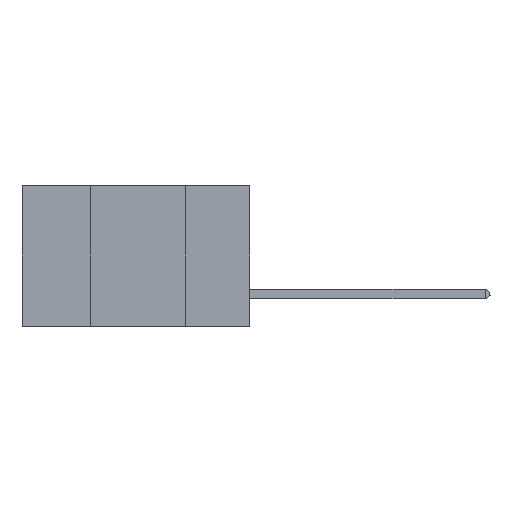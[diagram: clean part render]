
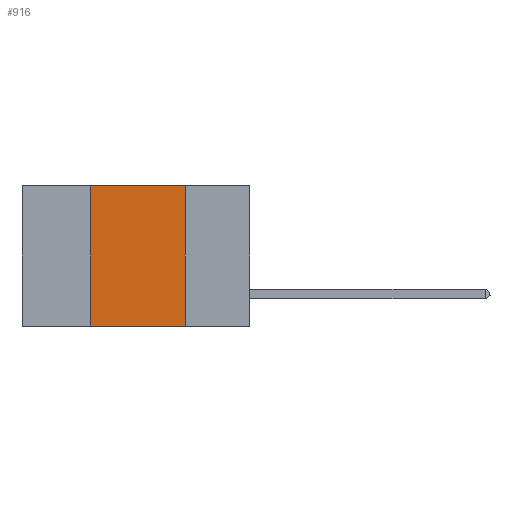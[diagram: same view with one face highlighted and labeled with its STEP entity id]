
A CAD part, left-side view. The second image highlights one B-rep face of the part: STEP entity #916.
In plain terms, the highlighted planar face has unit normal (-1, 0, 0).
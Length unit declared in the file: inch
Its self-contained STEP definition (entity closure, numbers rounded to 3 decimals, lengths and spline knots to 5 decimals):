
#852 = DIRECTION ( 'NONE',  ( 0., -1., 0. ) ) ;
#869 = CARTESIAN_POINT ( 'NONE',  ( 0., 0.6, 0. ) ) ;
#916 = ADVANCED_FACE ( 'NONE', ( #11027 ), #20180, .F. ) ;
#1470 = VERTEX_POINT ( 'NONE', #22372 ) ;
#3106 = CARTESIAN_POINT ( 'NONE',  ( 0., 0.17, 0. ) ) ;
#3482 = LINE ( 'NONE', #3106, #7657 ) ;
#4176 = VERTEX_POINT ( 'NONE', #21712 ) ;
#4364 = DIRECTION ( 'NONE',  ( 0., 0., -1. ) ) ;
#5412 = ORIENTED_EDGE ( 'NONE', *, *, #7762, .F. ) ;
#5646 = DIRECTION ( 'NONE',  ( 0., -1., 0. ) ) ;
#7424 = CARTESIAN_POINT ( 'NONE',  ( 0., 0.42, -0.37 ) ) ;
#7657 = VECTOR ( 'NONE', #13935, 39.37008 ) ;
#7762 = EDGE_CURVE ( 'NONE', #4176, #17130, #3482, .T. ) ;
#7979 = DIRECTION ( 'NONE',  ( 1., 0., 0. ) ) ;
#8900 = ORIENTED_EDGE ( 'NONE', *, *, #11347, .F. ) ;
#9753 = VECTOR ( 'NONE', #17360, 39.37008 ) ;
#11027 = FACE_OUTER_BOUND ( 'NONE', #15995, .T. ) ;
#11132 = EDGE_CURVE ( 'NONE', #1470, #4176, #11153, .T. ) ;
#11153 = LINE ( 'NONE', #22206, #21234 ) ;
#11347 = EDGE_CURVE ( 'NONE', #19776, #1470, #14230, .T. ) ;
#11861 = ORIENTED_EDGE ( 'NONE', *, *, #11132, .F. ) ;
#12641 = LINE ( 'NONE', #14861, #17133 ) ;
#13935 = DIRECTION ( 'NONE',  ( 0., 0., -1. ) ) ;
#14230 = LINE ( 'NONE', #15493, #9753 ) ;
#14861 = CARTESIAN_POINT ( 'NONE',  ( 0., 0.6, -0.37 ) ) ;
#15155 = EDGE_CURVE ( 'NONE', #19776, #17130, #12641, .T. ) ;
#15493 = CARTESIAN_POINT ( 'NONE',  ( 0., 0.42, 0. ) ) ;
#15995 = EDGE_LOOP ( 'NONE', ( #5412, #11861, #8900, #17431 ) ) ;
#16482 = CARTESIAN_POINT ( 'NONE',  ( 0., 0.17, -0.37 ) ) ;
#17130 = VERTEX_POINT ( 'NONE', #16482 ) ;
#17133 = VECTOR ( 'NONE', #5646, 39.37008 ) ;
#17360 = DIRECTION ( 'NONE',  ( 0., 0., 1. ) ) ;
#17431 = ORIENTED_EDGE ( 'NONE', *, *, #15155, .T. ) ;
#19776 = VERTEX_POINT ( 'NONE', #7424 ) ;
#20180 = PLANE ( 'NONE',  #20201 ) ;
#20201 = AXIS2_PLACEMENT_3D ( 'NONE', #869, #7979, #4364 ) ;
#21234 = VECTOR ( 'NONE', #852, 39.37008 ) ;
#21712 = CARTESIAN_POINT ( 'NONE',  ( 0., 0.17, 0. ) ) ;
#22206 = CARTESIAN_POINT ( 'NONE',  ( 0., 0.6, 0. ) ) ;
#22372 = CARTESIAN_POINT ( 'NONE',  ( 0., 0.42, 0. ) ) ;
